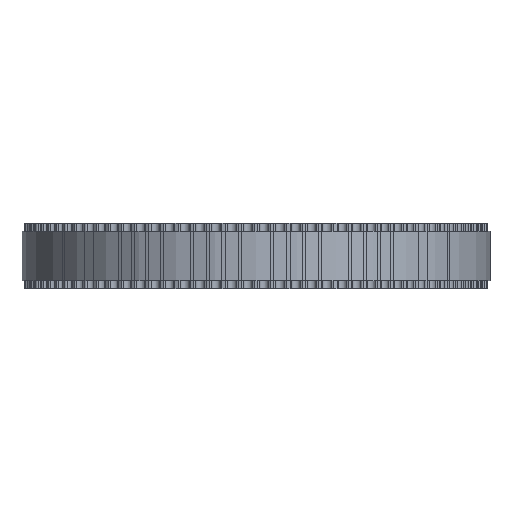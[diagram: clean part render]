
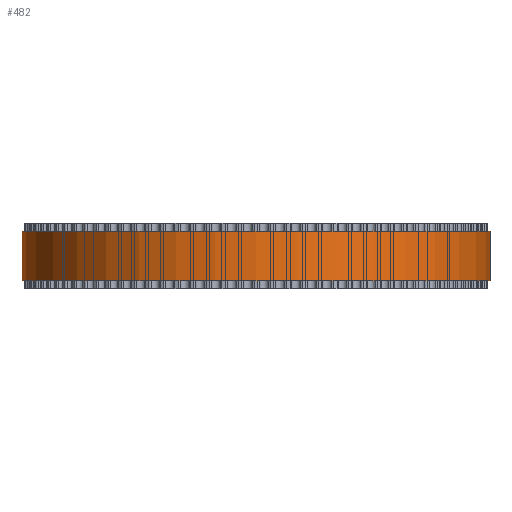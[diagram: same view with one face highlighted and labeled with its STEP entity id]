
A CAD part, front view. The second image highlights one B-rep face of the part: STEP entity #482.
In plain terms, the highlighted cylindrical face has radius 28.648 mm (diameter 57.296 mm), a full revolution.
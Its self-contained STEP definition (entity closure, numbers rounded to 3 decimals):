
#97=FACE_BOUND('',#1568,.T.);
#98=FACE_BOUND('',#1569,.T.);
#482=ADVANCED_FACE('',(#97,#98),#843,.T.);
#843=CYLINDRICAL_SURFACE('',#8063,28.648);
#1568=EDGE_LOOP('',(#4450));
#1569=EDGE_LOOP('',(#4451));
#4450=ORIENTED_EDGE('',*,*,#6254,.T.);
#4451=ORIENTED_EDGE('',*,*,#6255,.T.);
#5172=VERTEX_POINT('',#12760);
#5173=VERTEX_POINT('',#12762);
#6254=EDGE_CURVE('',#5172,#5172,#6976,.T.);
#6255=EDGE_CURVE('',#5173,#5173,#6977,.T.);
#6976=CIRCLE('',#8061,28.648);
#6977=CIRCLE('',#8062,28.648);
#8061=AXIS2_PLACEMENT_3D('',#12759,#10590,#10591);
#8062=AXIS2_PLACEMENT_3D('',#12761,#10592,#10593);
#8063=AXIS2_PLACEMENT_3D('',#12763,#10594,#10595);
#10590=DIRECTION('',(0.,0.,1.));
#10591=DIRECTION('',(1.,0.,0.));
#10592=DIRECTION('',(0.,0.,-1.));
#10593=DIRECTION('',(1.,0.,0.));
#10594=DIRECTION('',(0.,0.,1.));
#10595=DIRECTION('',(1.,0.,0.));
#12759=CARTESIAN_POINT('',(0.,0.,1.));
#12760=CARTESIAN_POINT('',(28.648,0.,1.));
#12761=CARTESIAN_POINT('',(0.,0.,7.));
#12762=CARTESIAN_POINT('',(28.648,0.,7.));
#12763=CARTESIAN_POINT('',(0.,0.,1.));
